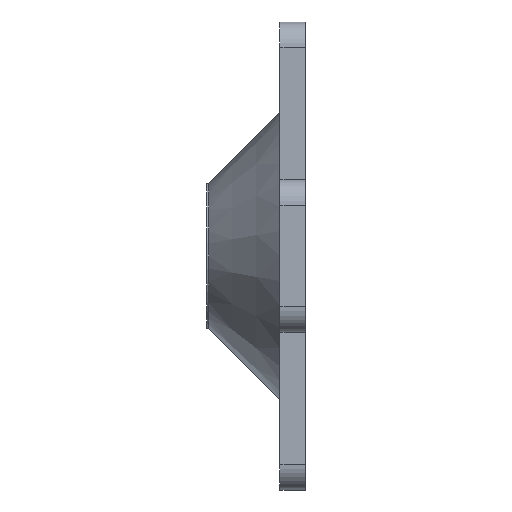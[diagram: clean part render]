
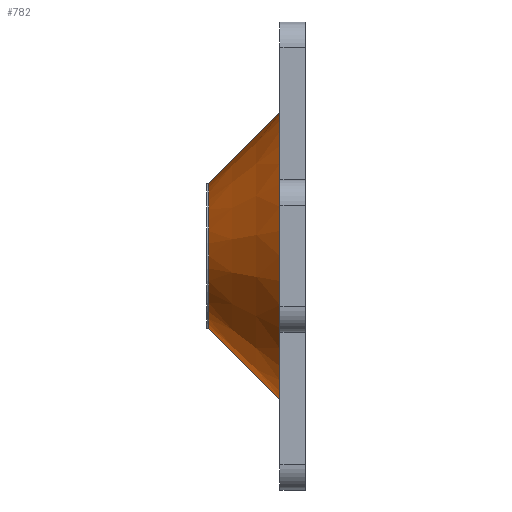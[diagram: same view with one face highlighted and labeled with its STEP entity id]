
A CAD part, left-side view. The second image highlights one B-rep face of the part: STEP entity #782.
In plain terms, the highlighted conical face has half-angle 45 degrees and reference radius 1.426 mm.
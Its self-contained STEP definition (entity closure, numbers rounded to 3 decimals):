
#9 = CARTESIAN_POINT ( 'NONE',  ( 0.25, 2.826, 5.194 ) ) ;
#30 = ORIENTED_EDGE ( 'NONE', *, *, #526, .F. ) ;
#76 = ORIENTED_EDGE ( 'NONE', *, *, #402, .F. ) ;
#84 = DIRECTION ( 'NONE',  ( -1., 0., 0. ) ) ;
#89 = DIRECTION ( 'NONE',  ( 1., 0., 0. ) ) ;
#153 = VERTEX_POINT ( 'NONE', #960 ) ;
#167 = DIRECTION ( 'NONE',  ( 0., -1., 0. ) ) ;
#171 = DIRECTION ( 'NONE',  ( 0., -1., 0. ) ) ;
#174 = CIRCLE ( 'NONE', #660, 2.826 ) ;
#187 = EDGE_CURVE ( 'NONE', #291, #958, #580, .T. ) ;
#188 = DIRECTION ( 'NONE',  ( -1., 0., 0. ) ) ;
#216 = VERTEX_POINT ( 'NONE', #893 ) ;
#254 = AXIS2_PLACEMENT_3D ( 'NONE', #944, #188, #482 ) ;
#291 = VERTEX_POINT ( 'NONE', #637 ) ;
#315 = CARTESIAN_POINT ( 'NONE',  ( 1.65, -1.426, 5.194 ) ) ;
#322 = LINE ( 'NONE', #315, #843 ) ;
#402 = EDGE_CURVE ( 'NONE', #958, #153, #174, .T. ) ;
#422 = EDGE_CURVE ( 'NONE', #216, #153, #322, .T. ) ;
#428 = ORIENTED_EDGE ( 'NONE', *, *, #422, .T. ) ;
#449 = EDGE_LOOP ( 'NONE', ( #825, #30, #428, #76 ) ) ;
#482 = DIRECTION ( 'NONE',  ( 0., -1., 0. ) ) ;
#502 = CONICAL_SURFACE ( 'NONE', #254, 1.426, 0.785 ) ;
#526 = EDGE_CURVE ( 'NONE', #216, #291, #807, .T. ) ;
#548 = AXIS2_PLACEMENT_3D ( 'NONE', #761, #89, #167 ) ;
#580 = LINE ( 'NONE', #885, #733 ) ;
#608 = CARTESIAN_POINT ( 'NONE',  ( 0.25, 0., 5.194 ) ) ;
#637 = CARTESIAN_POINT ( 'NONE',  ( 1.65, 1.426, 5.194 ) ) ;
#660 = AXIS2_PLACEMENT_3D ( 'NONE', #608, #84, #171 ) ;
#733 = VECTOR ( 'NONE', #815, 1000. ) ;
#761 = CARTESIAN_POINT ( 'NONE',  ( 1.65, 0., 5.194 ) ) ;
#782 = ADVANCED_FACE ( 'NONE', ( #883 ), #502, .T. ) ;
#807 = CIRCLE ( 'NONE', #548, 1.426 ) ;
#815 = DIRECTION ( 'NONE',  ( -0.707, 0.707, 0. ) ) ;
#825 = ORIENTED_EDGE ( 'NONE', *, *, #187, .F. ) ;
#843 = VECTOR ( 'NONE', #845, 1000. ) ;
#845 = DIRECTION ( 'NONE',  ( -0.707, -0.707, 0. ) ) ;
#883 = FACE_OUTER_BOUND ( 'NONE', #449, .T. ) ;
#885 = CARTESIAN_POINT ( 'NONE',  ( 1.65, 1.426, 5.194 ) ) ;
#893 = CARTESIAN_POINT ( 'NONE',  ( 1.65, -1.426, 5.194 ) ) ;
#944 = CARTESIAN_POINT ( 'NONE',  ( 1.65, 0., 5.194 ) ) ;
#958 = VERTEX_POINT ( 'NONE', #9 ) ;
#960 = CARTESIAN_POINT ( 'NONE',  ( 0.25, -2.826, 5.194 ) ) ;
